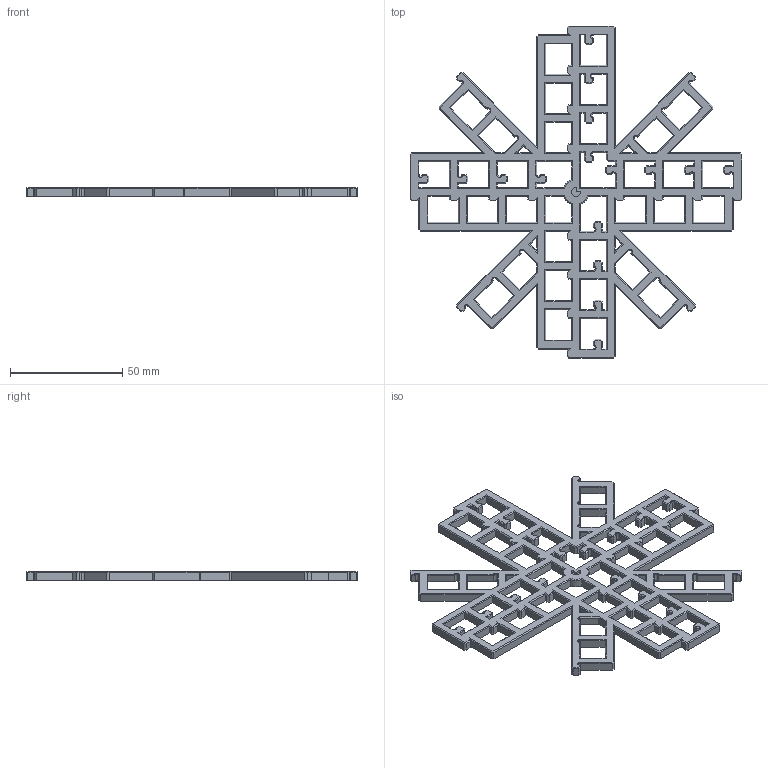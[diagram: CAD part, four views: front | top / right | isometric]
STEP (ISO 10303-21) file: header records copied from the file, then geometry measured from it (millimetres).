
FILE_DESCRIPTION(('Open CASCADE Model'),'2;1');
FILE_NAME('Open CASCADE Shape Model','2024-03-08T16:53:24',('Author'),( 'Open CASCADE'),'Open CASCADE STEP processor 7.7','Open CASCADE 7.7' ,'Unknown');
FILE_SCHEMA(('AUTOMOTIVE_DESIGN { 1 0 10303 214 1 1 1 1 }'));
Length unit declared in the file: millimetre
Products named in the file (1): Open CASCADE STEP translator 7.7 12
Bounding box: 148 x 148 x 4 mm (x, y, z)
Volume: 25857.6 mm3; surface area: 23923.1 mm2
Topology: 1 solids, 1 shells, 818 faces, 2039 edges, 1224 vertices
Faces by surface type: plane 755, cylinder 32, cone 31
Entity records: 51733 total; most frequent: CARTESIAN_POINT 10810, DIRECTION 7401, LINE 5473, VECTOR 5473, ORIENTED_EDGE 4078, PCURVE 4078, DEFINITIONAL_REPRESENTATION 4078, EDGE_CURVE 2039
